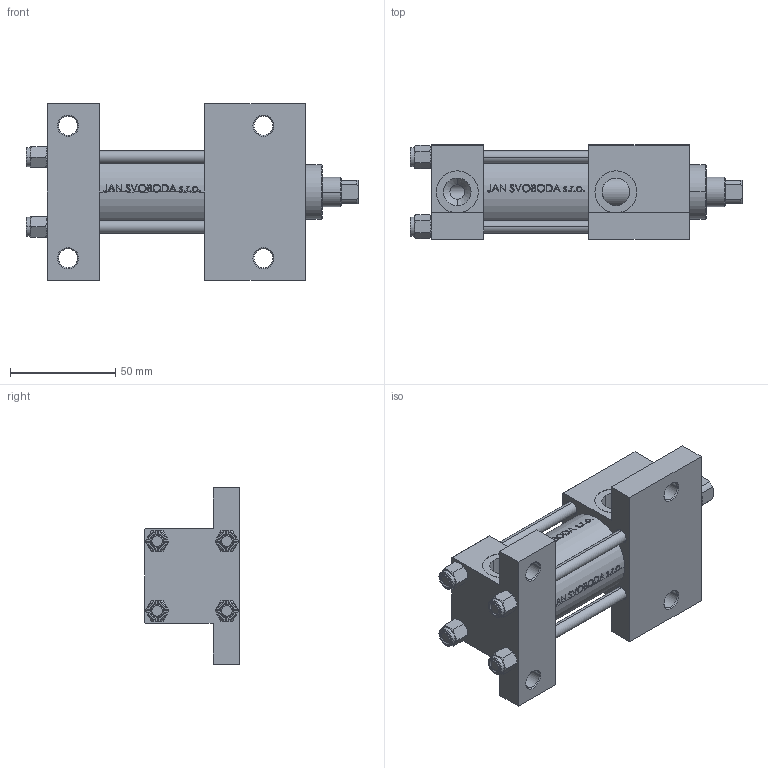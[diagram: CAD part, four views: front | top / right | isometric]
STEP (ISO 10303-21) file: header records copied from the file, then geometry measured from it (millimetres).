
FILE_DESCRIPTION (( 'STEP AP203' ), '1' );
FILE_NAME ('893b.STEP', '2022-04-16T13:52:37', ( '' ), ( '' ), 'SwSTEP 2.0', 'SolidWorks 2019', '' );
FILE_SCHEMA (( 'CONFIG_CONTROL_DESIGN' ));
Length unit declared in the file: millimetre
Products named in the file (6): 893b; V215CR_G_TYCINKA b3e57b9df12b921c22c9367013ecd788; NUT_M5_G b3e57b9df12b921c22c9367013ecd788; V215CR_VCP_G b3e57b9df12b921c22c9367013ecd788; V215CR_G_Body b3e57b9df12b921c22c9367013ecd788; V215_VC_A b3e57b9df12b921c22c9367013ecd788
Assembly tree (15 placements, depth 2):
  893b
    V215CR_G_Body b3e57b9df12b921c22c9367013ecd788
    V215CR_VCP_G b3e57b9df12b921c22c9367013ecd788
    V215CR_G_TYCINKA b3e57b9df12b921c22c9367013ecd788  x6
    NUT_M5_G b3e57b9df12b921c22c9367013ecd788  x6
    V215_VC_A b3e57b9df12b921c22c9367013ecd788
Bounding box: 158 x 45 x 84 mm (x, y, z)
Volume: 234485.3 mm3; surface area: 79434.3 mm2
Topology: 15 solids, 15 shells, 1168 faces, 2920 edges, 1861 vertices
Faces by surface type: plane 451, bspline 380, cone 188, cylinder 137, torus 12
Entity records: 47544 total; most frequent: CARTESIAN_POINT 25862, ORIENTED_EDGE 4996, DIRECTION 3042, EDGE_CURVE 2498, VERTEX_POINT 1621, VECTOR 1296, LINE 1296, EDGE_LOOP 1063
